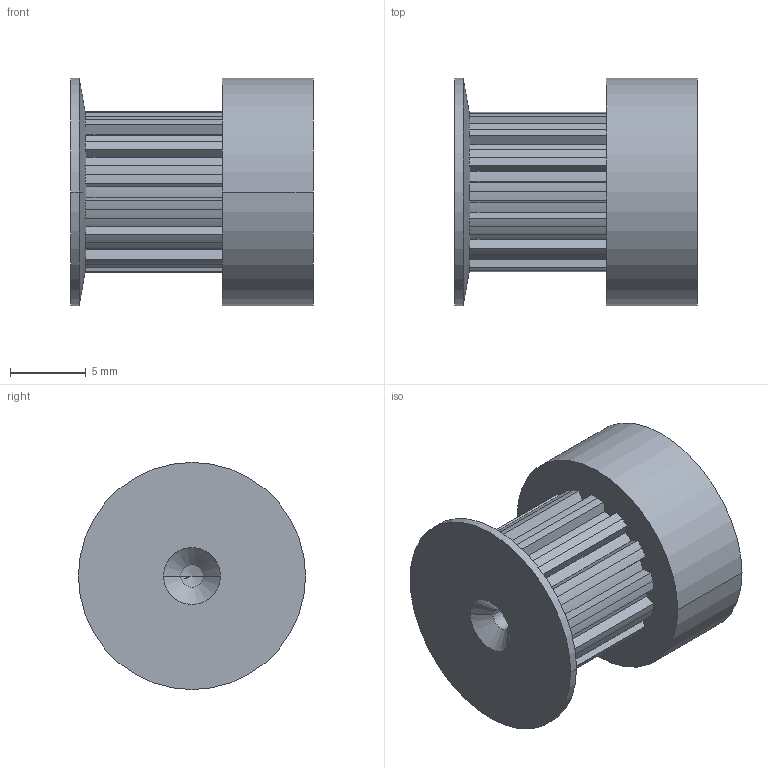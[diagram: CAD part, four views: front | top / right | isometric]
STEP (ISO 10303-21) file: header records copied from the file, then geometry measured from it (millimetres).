
FILE_DESCRIPTION( ( '' ), '1' );
FILE_NAME( 'artikel_nr_16021400.stp', '2007-11-07T05:10:43', ( '' ), ( '' ), ' ', ' ', ' ' );
FILE_SCHEMA( ( 'automotive_design' ) );
Length unit declared in the file: millimetre
Products named in the file (1): 1
Bounding box: 16 x 15 x 15 mm (x, y, z)
Volume: 1909.6 mm3; surface area: 1295.4 mm2
Topology: 1 solids, 1 shells, 105 faces, 296 edges, 192 vertices
Faces by surface type: cylinder 50, plane 45, cone 10
Entity records: 6658 total; most frequent: CARTESIAN_POINT 646, DIRECTION 596, STYLED_ITEM 590, PRESENTATION_STYLE_ASSIGNMENT 590, COLOUR_RGB 590, ORIENTED_EDGE 584, EDGE_CURVE 292, CURVE_STYLE 292
